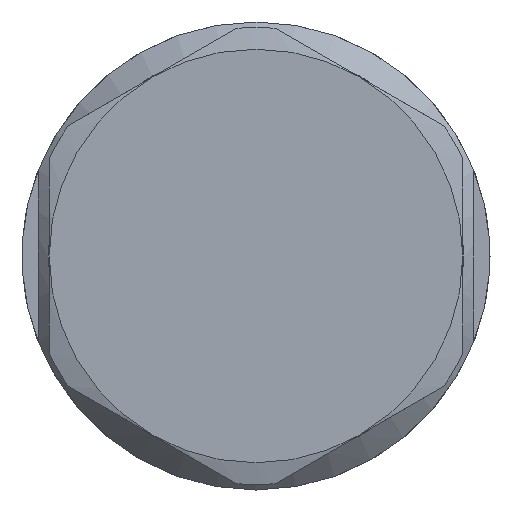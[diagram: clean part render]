
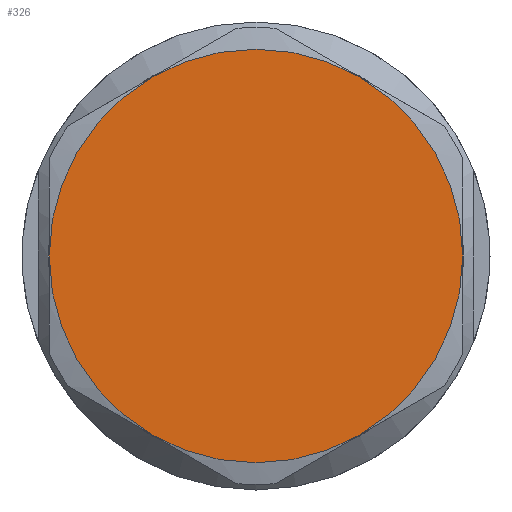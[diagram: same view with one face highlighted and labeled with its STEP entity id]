
A CAD part, left-side view. The second image highlights one B-rep face of the part: STEP entity #326.
In plain terms, the highlighted planar face has unit normal (-1, 0, 0).
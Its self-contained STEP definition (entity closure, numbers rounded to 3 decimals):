
#118=PLANE('',#1767);
#154=FACE_OUTER_BOUND('',#763,.T.);
#326=ADVANCED_FACE('',(#154),#118,.T.);
#763=EDGE_LOOP('',(#1023,#1024,#1025,#1026,#1027,#1028));
#1023=ORIENTED_EDGE('',*,*,#1406,.T.);
#1024=ORIENTED_EDGE('',*,*,#1407,.T.);
#1025=ORIENTED_EDGE('',*,*,#1408,.T.);
#1026=ORIENTED_EDGE('',*,*,#1409,.T.);
#1027=ORIENTED_EDGE('',*,*,#1410,.T.);
#1028=ORIENTED_EDGE('',*,*,#1411,.T.);
#1255=VERTEX_POINT('',#2655);
#1256=VERTEX_POINT('',#2656);
#1257=VERTEX_POINT('',#2658);
#1258=VERTEX_POINT('',#2660);
#1259=VERTEX_POINT('',#2662);
#1260=VERTEX_POINT('',#2664);
#1406=EDGE_CURVE('',#1255,#1256,#1556,.T.);
#1407=EDGE_CURVE('',#1256,#1257,#1557,.T.);
#1408=EDGE_CURVE('',#1257,#1258,#1558,.T.);
#1409=EDGE_CURVE('',#1258,#1259,#1559,.T.);
#1410=EDGE_CURVE('',#1259,#1260,#1560,.T.);
#1411=EDGE_CURVE('',#1260,#1255,#1561,.T.);
#1556=CIRCLE('',#1761,9.5);
#1557=CIRCLE('',#1762,9.5);
#1558=CIRCLE('',#1763,9.5);
#1559=CIRCLE('',#1764,9.5);
#1560=CIRCLE('',#1765,9.5);
#1561=CIRCLE('',#1766,9.5);
#1761=AXIS2_PLACEMENT_3D('',#2654,#2191,#2192);
#1762=AXIS2_PLACEMENT_3D('',#2657,#2193,#2194);
#1763=AXIS2_PLACEMENT_3D('',#2659,#2195,#2196);
#1764=AXIS2_PLACEMENT_3D('',#2661,#2197,#2198);
#1765=AXIS2_PLACEMENT_3D('',#2663,#2199,#2200);
#1766=AXIS2_PLACEMENT_3D('',#2665,#2201,#2202);
#1767=AXIS2_PLACEMENT_3D('',#2666,#2203,#2204);
#2191=DIRECTION('',(-1.,0.,0.));
#2192=DIRECTION('',(0.,0.866,0.5));
#2193=DIRECTION('',(-1.,0.,0.));
#2194=DIRECTION('',(0.,0.866,0.5));
#2195=DIRECTION('',(-1.,0.,0.));
#2196=DIRECTION('',(0.,0.866,0.5));
#2197=DIRECTION('',(-1.,0.,0.));
#2198=DIRECTION('',(0.,0.866,0.5));
#2199=DIRECTION('',(-1.,0.,0.));
#2200=DIRECTION('',(0.,0.866,0.5));
#2201=DIRECTION('',(-1.,0.,0.));
#2202=DIRECTION('',(0.,0.866,0.5));
#2203=DIRECTION('',(-1.,0.,0.));
#2204=DIRECTION('',(0.,0.866,0.5));
#2654=CARTESIAN_POINT('',(-64.8,0.,0.));
#2655=CARTESIAN_POINT('',(-64.8,-9.5,0.));
#2656=CARTESIAN_POINT('',(-64.8,-4.75,8.227));
#2657=CARTESIAN_POINT('',(-64.8,0.,0.));
#2658=CARTESIAN_POINT('',(-64.8,4.75,8.227));
#2659=CARTESIAN_POINT('',(-64.8,0.,0.));
#2660=CARTESIAN_POINT('',(-64.8,9.5,0.));
#2661=CARTESIAN_POINT('',(-64.8,0.,0.));
#2662=CARTESIAN_POINT('',(-64.8,4.75,-8.227));
#2663=CARTESIAN_POINT('',(-64.8,0.,0.));
#2664=CARTESIAN_POINT('',(-64.8,-4.75,-8.227));
#2665=CARTESIAN_POINT('',(-64.8,0.,0.));
#2666=CARTESIAN_POINT('',(-64.8,0.,0.));
